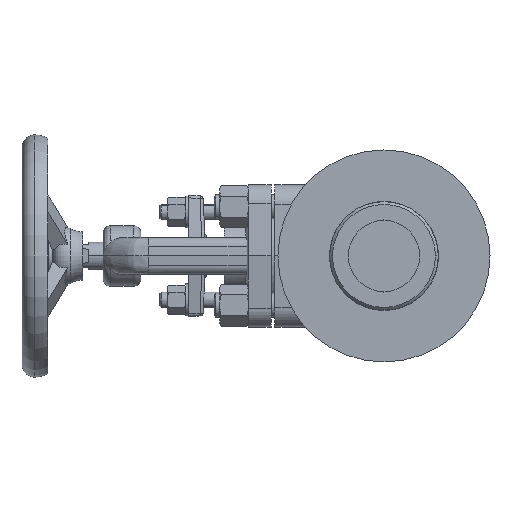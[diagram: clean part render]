
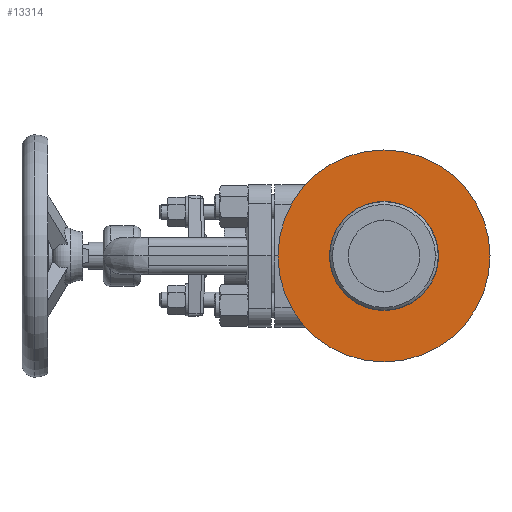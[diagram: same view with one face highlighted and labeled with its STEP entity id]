
A CAD part, left-side view. The second image highlights one B-rep face of the part: STEP entity #13314.
In plain terms, the highlighted planar face has unit normal (-1, 0, 0).
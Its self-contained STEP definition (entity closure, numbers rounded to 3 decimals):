
#293 = DIRECTION ( 'NONE',  ( 1., 0., 0. ) ) ;
#427 = EDGE_CURVE ( 'NONE', #5925, #6301, #16324, .T. ) ;
#474 = CARTESIAN_POINT ( 'NONE',  ( -113., -36., 0. ) ) ;
#678 = ORIENTED_EDGE ( 'NONE', *, *, #5463, .F. ) ;
#1186 = VERTEX_POINT ( 'NONE', #6762 ) ;
#3767 = CIRCLE ( 'NONE', #9131, 36. ) ;
#5463 = EDGE_CURVE ( 'NONE', #1186, #22195, #10918, .T. ) ;
#5895 = CARTESIAN_POINT ( 'NONE',  ( -113., 0., 0. ) ) ;
#5925 = VERTEX_POINT ( 'NONE', #474 ) ;
#6301 = VERTEX_POINT ( 'NONE', #15878 ) ;
#6516 = DIRECTION ( 'NONE',  ( 0., -1., 0. ) ) ;
#6762 = CARTESIAN_POINT ( 'NONE',  ( -113., 0., 70. ) ) ;
#8208 = ORIENTED_EDGE ( 'NONE', *, *, #427, .F. ) ;
#9131 = AXIS2_PLACEMENT_3D ( 'NONE', #21470, #22958, #11519 ) ;
#9591 = EDGE_LOOP ( 'NONE', ( #18814, #678 ) ) ;
#10078 = FACE_BOUND ( 'NONE', #17229, .T. ) ;
#10265 = DIRECTION ( 'NONE',  ( -1., 0., 0. ) ) ;
#10894 = DIRECTION ( 'NONE',  ( -1., 0., 0. ) ) ;
#10918 = CIRCLE ( 'NONE', #13967, 70. ) ;
#11270 = AXIS2_PLACEMENT_3D ( 'NONE', #25961, #25790, #25591 ) ;
#11376 = EDGE_CURVE ( 'NONE', #22195, #1186, #16558, .T. ) ;
#11519 = DIRECTION ( 'NONE',  ( 0., -1., 0. ) ) ;
#12046 = EDGE_CURVE ( 'NONE', #6301, #5925, #3767, .T. ) ;
#13314 = ADVANCED_FACE ( 'NONE', ( #15510, #10078 ), #22899, .T. ) ;
#13967 = AXIS2_PLACEMENT_3D ( 'NONE', #19671, #293, #14078 ) ;
#14078 = DIRECTION ( 'NONE',  ( 0., -1., 0. ) ) ;
#15510 = FACE_OUTER_BOUND ( 'NONE', #9591, .T. ) ;
#15878 = CARTESIAN_POINT ( 'NONE',  ( -113., 36., 0. ) ) ;
#16324 = CIRCLE ( 'NONE', #20592, 36. ) ;
#16558 = CIRCLE ( 'NONE', #11270, 70. ) ;
#16686 = ORIENTED_EDGE ( 'NONE', *, *, #12046, .F. ) ;
#16926 = CARTESIAN_POINT ( 'NONE',  ( -113., 36., 0. ) ) ;
#17229 = EDGE_LOOP ( 'NONE', ( #16686, #8208 ) ) ;
#18814 = ORIENTED_EDGE ( 'NONE', *, *, #11376, .F. ) ;
#19671 = CARTESIAN_POINT ( 'NONE',  ( -113., 0., 0. ) ) ;
#19677 = AXIS2_PLACEMENT_3D ( 'NONE', #16926, #10894, #24852 ) ;
#20592 = AXIS2_PLACEMENT_3D ( 'NONE', #5895, #10265, #6516 ) ;
#21470 = CARTESIAN_POINT ( 'NONE',  ( -113., 0., 0. ) ) ;
#21799 = CARTESIAN_POINT ( 'NONE',  ( -113., 0., -70. ) ) ;
#22195 = VERTEX_POINT ( 'NONE', #21799 ) ;
#22899 = PLANE ( 'NONE',  #19677 ) ;
#22958 = DIRECTION ( 'NONE',  ( -1., 0., 0. ) ) ;
#24852 = DIRECTION ( 'NONE',  ( 0., -1., 0. ) ) ;
#25591 = DIRECTION ( 'NONE',  ( 0., -1., 0. ) ) ;
#25790 = DIRECTION ( 'NONE',  ( 1., 0., 0. ) ) ;
#25961 = CARTESIAN_POINT ( 'NONE',  ( -113., 0., 0. ) ) ;
